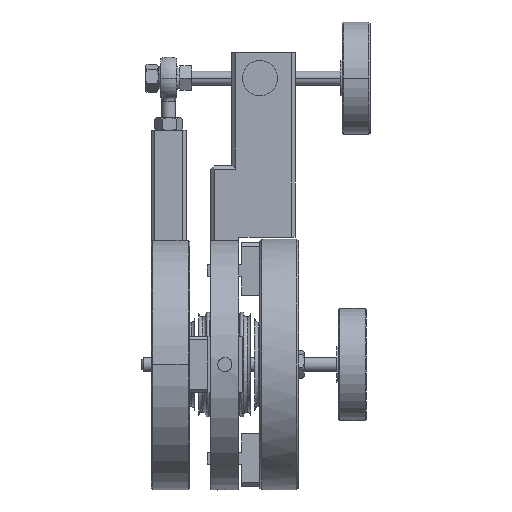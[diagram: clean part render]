
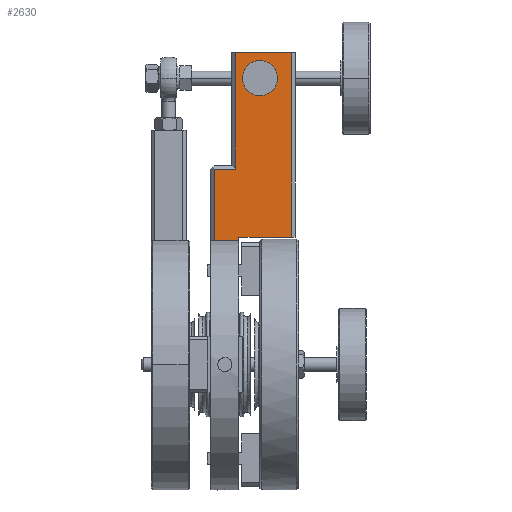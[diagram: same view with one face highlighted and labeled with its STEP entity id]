
A CAD part, left-side view. The second image highlights one B-rep face of the part: STEP entity #2630.
In plain terms, the highlighted planar face has unit normal (-1, 0, 0).
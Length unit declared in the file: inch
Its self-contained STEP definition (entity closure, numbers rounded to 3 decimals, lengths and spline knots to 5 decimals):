
#1694 = ORIENTED_EDGE ( 'NONE', *, *, #22541, .T. ) ;
#1695 = ORIENTED_EDGE ( 'NONE', *, *, #25864, .T. ) ;
#1696 = ORIENTED_EDGE ( 'NONE', *, *, #22560, .T. ) ;
#1697 = ORIENTED_EDGE ( 'NONE', *, *, #26042, .T. ) ;
#1698 = ORIENTED_EDGE ( 'NONE', *, *, #25658, .T. ) ;
#1699 = ORIENTED_EDGE ( 'NONE', *, *, #22565, .T. ) ;
#1700 = ORIENTED_EDGE ( 'NONE', *, *, #22530, .T. ) ;
#1701 = ORIENTED_EDGE ( 'NONE', *, *, #26100, .T. ) ;
#1702 = ORIENTED_EDGE ( 'NONE', *, *, #25509, .F. ) ;
#1703 = ORIENTED_EDGE ( 'NONE', *, *, #22459, .F. ) ;
#2630 = ADVANCED_FACE ( 'NONE', ( #22260, #22268 ), #12527, .F. ) ;
#2926 = CARTESIAN_POINT ( 'NONE',  ( -0.3125, -1.062, 2.17 ) ) ;
#2943 = DIRECTION ( 'NONE',  ( 0., -1., 0. ) ) ;
#2959 = CARTESIAN_POINT ( 'NONE',  ( -0.3125, -1.562, 2.27 ) ) ;
#2972 = DIRECTION ( 'NONE',  ( 0., -1., 0. ) ) ;
#3105 = CARTESIAN_POINT ( 'NONE',  ( -0.3125, -2.562, 5.55 ) ) ;
#3106 = DIRECTION ( 'NONE',  ( 0., 1., 0. ) ) ;
#3111 = CARTESIAN_POINT ( 'NONE',  ( -0.3125, -1.1245, 3.544 ) ) ;
#3117 = DIRECTION ( 'NONE',  ( 0., 0., -1. ) ) ;
#4768 = VECTOR ( 'NONE', #15227, 39.37008 ) ;
#4777 = LINE ( 'NONE', #15226, #4768 ) ;
#4865 = LINE ( 'NONE', #25085, #4866 ) ;
#4866 = VECTOR ( 'NONE', #25086, 39.37008 ) ;
#6470 = CIRCLE ( 'NONE', #13194, 0.3125 ) ;
#6555 = LINE ( 'NONE', #2926, #6557 ) ;
#6557 = VECTOR ( 'NONE', #2943, 39.37008 ) ;
#6569 = LINE ( 'NONE', #2959, #6571 ) ;
#6571 = VECTOR ( 'NONE', #2972, 39.37008 ) ;
#6588 = VECTOR ( 'NONE', #3106, 39.37008 ) ;
#6593 = LINE ( 'NONE', #3105, #6588 ) ;
#6600 = VECTOR ( 'NONE', #3117, 39.37008 ) ;
#6603 = LINE ( 'NONE', #3111, #6600 ) ;
#12514 = DIRECTION ( 'NONE',  ( 0., 0., 1. ) ) ;
#12515 = DIRECTION ( 'NONE',  ( 1., 0., 0. ) ) ;
#12527 = PLANE ( 'NONE',  #20372 ) ;
#12529 = CARTESIAN_POINT ( 'NONE',  ( -0.3125, -1.437, 3.544 ) ) ;
#13194 = AXIS2_PLACEMENT_3D ( 'NONE', #15783, #15796, #15797 ) ;
#13273 = AXIS2_PLACEMENT_3D ( 'NONE', #17302, #17304, #17305 ) ;
#13329 = EDGE_LOOP ( 'NONE', ( #1694, #1695, #1696, #1697, #1698, #1699, #1700, #1701 ) ) ;
#13355 = EDGE_LOOP ( 'NONE', ( #1702, #1703 ) ) ;
#14130 = CARTESIAN_POINT ( 'NONE',  ( -0.3125, -1.437, 3.4815 ) ) ;
#14131 = DIRECTION ( 'NONE',  ( 0., 1., 0. ) ) ;
#14713 = CARTESIAN_POINT ( 'NONE',  ( -0.3125, -2.4995, 3.544 ) ) ;
#14719 = DIRECTION ( 'NONE',  ( 0., 0., 1. ) ) ;
#15226 = CARTESIAN_POINT ( 'NONE',  ( -0.3125, -1.4995, 3.544 ) ) ;
#15227 = DIRECTION ( 'NONE',  ( 0., 0., -1. ) ) ;
#15783 = CARTESIAN_POINT ( 'NONE',  ( -0.3125, -1.937, 5.1 ) ) ;
#15796 = DIRECTION ( 'NONE',  ( -1., 0., 0. ) ) ;
#15797 = DIRECTION ( 'NONE',  ( 0., 0., -1. ) ) ;
#16704 = CARTESIAN_POINT ( 'NONE',  ( -0.3125, -1.4995, 5.55 ) ) ;
#16732 = CARTESIAN_POINT ( 'NONE',  ( -0.3125, -1.937, 4.7875 ) ) ;
#16734 = CARTESIAN_POINT ( 'NONE',  ( -0.3125, -2.4995, 5.55 ) ) ;
#16756 = CARTESIAN_POINT ( 'NONE',  ( -0.3125, -1.562, 2.17 ) ) ;
#16760 = CARTESIAN_POINT ( 'NONE',  ( -0.3125, -1.1245, 2.17 ) ) ;
#16763 = CARTESIAN_POINT ( 'NONE',  ( -0.3125, -2.4995, 2.27 ) ) ;
#16785 = CARTESIAN_POINT ( 'NONE',  ( -0.3125, -1.937, 5.4125 ) ) ;
#16817 = CARTESIAN_POINT ( 'NONE',  ( -0.3125, -1.1245, 3.4815 ) ) ;
#16882 = CARTESIAN_POINT ( 'NONE',  ( -0.3125, -1.4995, 3.4815 ) ) ;
#16924 = CARTESIAN_POINT ( 'NONE',  ( -0.3125, -1.562, 2.27 ) ) ;
#17302 = CARTESIAN_POINT ( 'NONE',  ( -0.3125, -1.937, 5.1 ) ) ;
#17304 = DIRECTION ( 'NONE',  ( -1., 0., 0. ) ) ;
#17305 = DIRECTION ( 'NONE',  ( 0., 0., -1. ) ) ;
#18059 = CIRCLE ( 'NONE', #13273, 0.3125 ) ;
#18308 = LINE ( 'NONE', #14130, #18309 ) ;
#18309 = VECTOR ( 'NONE', #14131, 39.37008 ) ;
#18616 = VECTOR ( 'NONE', #14719, 39.37008 ) ;
#18618 = LINE ( 'NONE', #14713, #18616 ) ;
#20372 = AXIS2_PLACEMENT_3D ( 'NONE', #12529, #12515, #12514 ) ;
#22260 = FACE_OUTER_BOUND ( 'NONE', #13329, .T. ) ;
#22268 = FACE_BOUND ( 'NONE', #13355, .T. ) ;
#22459 = EDGE_CURVE ( 'NONE', #23928, #24016, #6470, .T. ) ;
#22530 = EDGE_CURVE ( 'NONE', #23970, #23962, #6555, .T. ) ;
#22541 = EDGE_CURVE ( 'NONE', #24238, #23978, #6569, .T. ) ;
#22560 = EDGE_CURVE ( 'NONE', #23932, #23889, #6593, .T. ) ;
#22565 = EDGE_CURVE ( 'NONE', #24068, #23970, #6603, .T. ) ;
#23889 = VERTEX_POINT ( 'NONE', #16704 ) ;
#23928 = VERTEX_POINT ( 'NONE', #16732 ) ;
#23932 = VERTEX_POINT ( 'NONE', #16734 ) ;
#23962 = VERTEX_POINT ( 'NONE', #16756 ) ;
#23970 = VERTEX_POINT ( 'NONE', #16760 ) ;
#23978 = VERTEX_POINT ( 'NONE', #16763 ) ;
#24016 = VERTEX_POINT ( 'NONE', #16785 ) ;
#24068 = VERTEX_POINT ( 'NONE', #16817 ) ;
#24164 = VERTEX_POINT ( 'NONE', #16882 ) ;
#24238 = VERTEX_POINT ( 'NONE', #16924 ) ;
#25085 = CARTESIAN_POINT ( 'NONE',  ( -0.3125, -1.562, 2.17 ) ) ;
#25086 = DIRECTION ( 'NONE',  ( 0., 0., 1. ) ) ;
#25509 = EDGE_CURVE ( 'NONE', #24016, #23928, #18059, .T. ) ;
#25658 = EDGE_CURVE ( 'NONE', #24164, #24068, #18308, .T. ) ;
#25864 = EDGE_CURVE ( 'NONE', #23978, #23932, #18618, .T. ) ;
#26042 = EDGE_CURVE ( 'NONE', #23889, #24164, #4777, .T. ) ;
#26100 = EDGE_CURVE ( 'NONE', #23962, #24238, #4865, .T. ) ;
